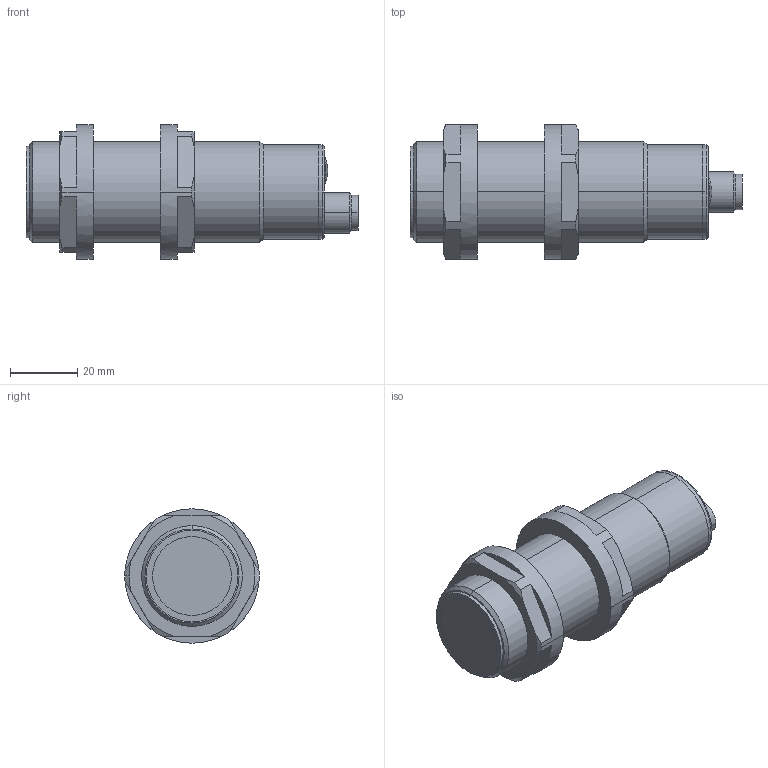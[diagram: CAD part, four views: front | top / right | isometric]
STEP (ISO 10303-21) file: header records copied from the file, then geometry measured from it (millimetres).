
FILE_DESCRIPTION (( 'STEP AP214' ), '1' );
FILE_NAME ('UT1B-G7-0E.step', '2019-08-14T21:52:36', ( '' ), ( '' ), 'SwSTEP 2.0', 'SolidWorks 2018', '' );
FILE_SCHEMA (( 'AUTOMOTIVE_DESIGN' ));
Length unit declared in the file: millimetre
Products named in the file (1): UT1B-G7-0E
Bounding box: 98.8 x 40 x 40 mm (x, y, z)
Volume: 71076.9 mm3; surface area: 19881.4 mm2
Topology: 7 solids, 11 shells, 158 faces, 369 edges, 237 vertices
Faces by surface type: plane 58, cylinder 53, cone 39, torus 6, sphere 2
Entity records: 5016 total; most frequent: DIRECTION 854, CARTESIAN_POINT 853, ORIENTED_EDGE 738, EDGE_CURVE 369, AXIS2_PLACEMENT_3D 354, VERTEX_POINT 237, CIRCLE 195, EDGE_LOOP 174
